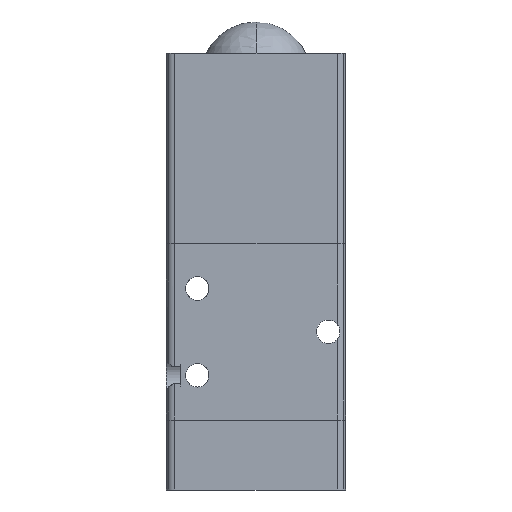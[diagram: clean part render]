
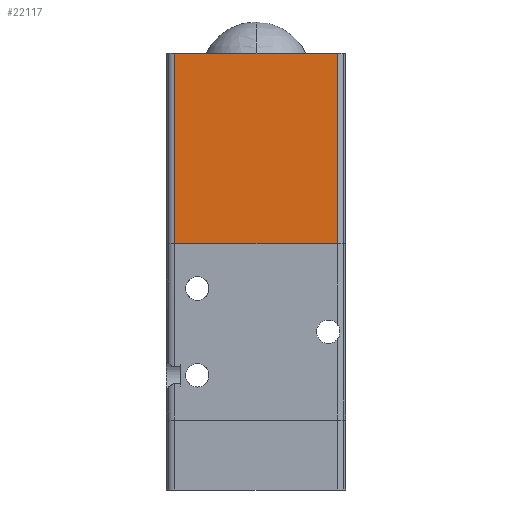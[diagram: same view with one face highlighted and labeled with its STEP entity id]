
A CAD part, left-side view. The second image highlights one B-rep face of the part: STEP entity #22117.
In plain terms, the highlighted face is planar.
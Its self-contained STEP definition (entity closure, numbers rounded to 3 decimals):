
#21978=CARTESIAN_POINT('',(-18.0,13.5,-11.));
#21979=VERTEX_POINT('',#21978);
#21987=CARTESIAN_POINT('',(-18.0,-15.5,-11.));
#21988=VERTEX_POINT('',#21987);
#21989=CARTESIAN_POINT('',(-18.0,-15.5,-11.));
#21990=DIRECTION('',(0.0,1.0,0.0));
#21991=VECTOR('',#21990,29.0);
#21992=LINE('',#21989,#21991);
#21993=EDGE_CURVE('',#21988,#21979,#21992,.T.);
#22075=CARTESIAN_POINT('',(16.,13.5,-11.0));
#22076=VERTEX_POINT('',#22075);
#22084=CARTESIAN_POINT('',(16.,13.5,-11.0));
#22085=DIRECTION('',(-1.0,0.0,0.0));
#22086=VECTOR('',#22085,34.0);
#22087=LINE('',#22084,#22086);
#22088=EDGE_CURVE('',#22076,#21979,#22087,.T.);
#22094=CARTESIAN_POINT('',(-18.0,-17.0,-11.));
#22095=DIRECTION('',(0.0,0.0,-1.0));
#22096=DIRECTION('',(-1.0,0.0,0.0));
#22097=AXIS2_PLACEMENT_3D('',#22094,#22095,#22096);
#22098=PLANE('',#22097);
#22099=ORIENTED_EDGE('',*,*,#22088,.F.);
#22100=CARTESIAN_POINT('',(16.,-15.5,-11.0));
#22101=VERTEX_POINT('',#22100);
#22102=CARTESIAN_POINT('',(16.,-15.5,-11.0));
#22103=DIRECTION('',(0.0,1.0,0.0));
#22104=VECTOR('',#22103,29.0);
#22105=LINE('',#22102,#22104);
#22106=EDGE_CURVE('',#22101,#22076,#22105,.T.);
#22107=ORIENTED_EDGE('',*,*,#22106,.F.);
#22108=CARTESIAN_POINT('',(-18.0,-15.5,-11.));
#22109=DIRECTION('',(1.0,0.0,0.0));
#22110=VECTOR('',#22109,34.0);
#22111=LINE('',#22108,#22110);
#22112=EDGE_CURVE('',#21988,#22101,#22111,.T.);
#22113=ORIENTED_EDGE('',*,*,#22112,.F.);
#22114=ORIENTED_EDGE('',*,*,#21993,.T.);
#22115=EDGE_LOOP('',(#22099,#22107,#22113,#22114));
#22116=FACE_OUTER_BOUND('',#22115,.T.);
#22117=ADVANCED_FACE('',(#22116),#22098,.T.);
